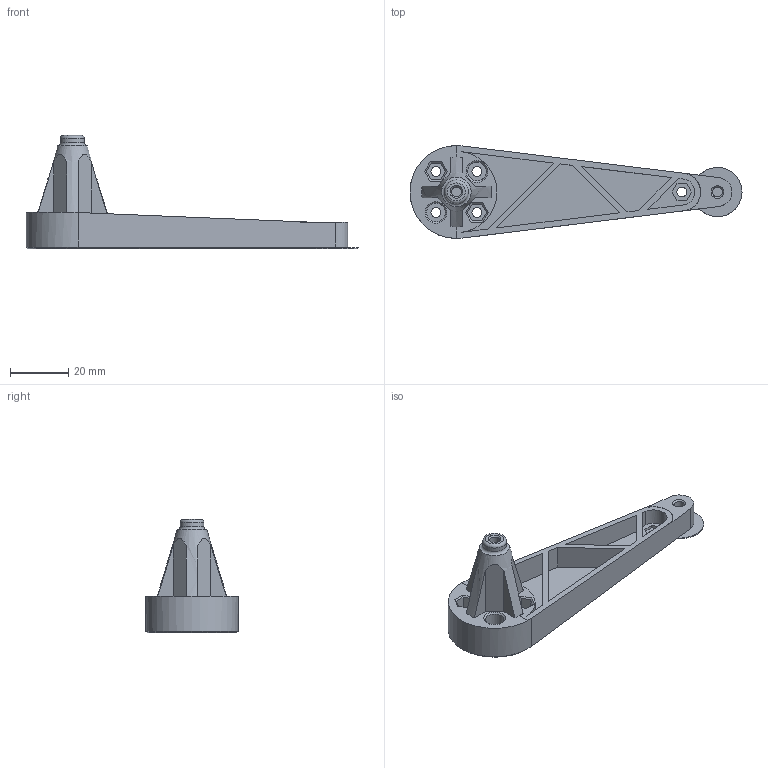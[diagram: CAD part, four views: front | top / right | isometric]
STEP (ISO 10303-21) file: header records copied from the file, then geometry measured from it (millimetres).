
FILE_DESCRIPTION(/* description */ ('Alibre Inc.'),/* implementation_level */ '2;1');
FILE_NAME(/* name */ 'export0',/* time_stamp */ '2015-07-11T14:28:58+12:00',/* author */ (''),/* organization */ (''),/* preprocessor_version */ 'ST-DEVELOPER v14',/* originating_system */ 'Alibre',/* authorisation */ '');
FILE_SCHEMA (('CONFIG_CONTROL_DESIGN'));
Length unit declared in the file: centimetre
Products named in the file (1): ID_1
Bounding box: 114.48 x 32 x 39 mm (x, y, z)
Volume: 20008.4 mm3; surface area: 12755.3 mm2
Topology: 1 solids, 1 shells, 134 faces, 329 edges, 210 vertices
Faces by surface type: plane 104, cylinder 16, cone 11, torus 2, bspline 1
Full cylindrical faces by diameter (mm): 3.4 x7, 6.5 x2, 8.2 x1
Entity records: 3697 total; most frequent: CARTESIAN_POINT 710, ORIENTED_EDGE 600, DIRECTION 485, EDGE_CURVE 300, VECTOR 231, LINE 231, VERTEX_POINT 202, EDGE_LOOP 178
